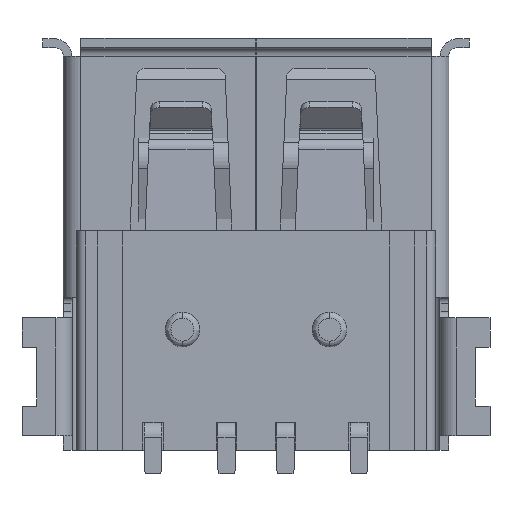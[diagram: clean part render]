
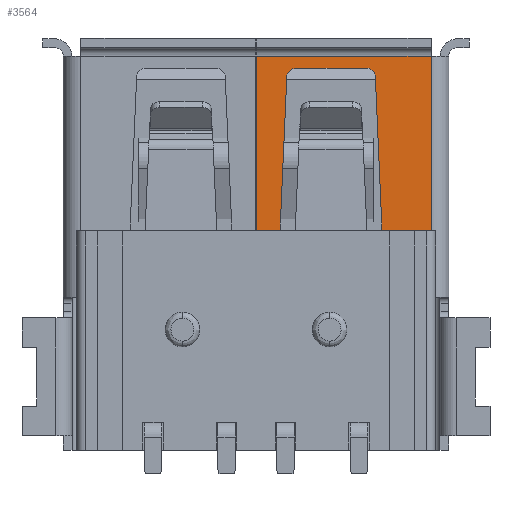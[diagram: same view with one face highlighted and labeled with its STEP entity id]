
A CAD part, front view. The second image highlights one B-rep face of the part: STEP entity #3564.
In plain terms, the highlighted planar face has unit normal (0, -1, 0).
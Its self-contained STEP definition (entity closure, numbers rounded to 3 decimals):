
#12 = VECTOR ( 'NONE', #15018, 1000. ) ;
#36 = PLANE ( 'NONE',  #920 ) ;
#102 = VERTEX_POINT ( 'NONE', #31529 ) ;
#221 = DIRECTION ( 'NONE',  ( 1., 0., 0. ) ) ;
#224 = VECTOR ( 'NONE', #20224, 1000. ) ;
#273 = AXIS2_PLACEMENT_3D ( 'NONE', #21056, #5783, #23598 ) ;
#529 = VECTOR ( 'NONE', #19534, 1000. ) ;
#657 = AXIS2_PLACEMENT_3D ( 'NONE', #29977, #14724, #32531 ) ;
#786 = CARTESIAN_POINT ( 'NONE',  ( 0.767, 1.18, 6.641 ) ) ;
#920 = AXIS2_PLACEMENT_3D ( 'NONE', #20545, #5305, #23088 ) ;
#1179 = DIRECTION ( 'NONE',  ( 0., 0., -1. ) ) ;
#1352 = ORIENTED_EDGE ( 'NONE', *, *, #24815, .F. ) ;
#1485 = VERTEX_POINT ( 'NONE', #22987 ) ;
#1750 = VERTEX_POINT ( 'NONE', #6037 ) ;
#1999 = CIRCLE ( 'NONE', #6270, 0.3 ) ;
#2992 = EDGE_CURVE ( 'NONE', #1485, #4818, #32117, .T. ) ;
#3458 = DIRECTION ( 'NONE',  ( -0.044, 0., -0.999 ) ) ;
#3564 = ADVANCED_FACE ( 'NONE', ( #19258, #26055 ), #36, .F. ) ;
#4134 = VERTEX_POINT ( 'NONE', #10174 ) ;
#4176 = VERTEX_POINT ( 'NONE', #786 ) ;
#4316 = CARTESIAN_POINT ( 'NONE',  ( 27.67, 1.18, 13.33 ) ) ;
#4818 = VERTEX_POINT ( 'NONE', #18464 ) ;
#5305 = DIRECTION ( 'NONE',  ( 0., 1., 0. ) ) ;
#5783 = DIRECTION ( 'NONE',  ( 0., -1., 0. ) ) ;
#6037 = CARTESIAN_POINT ( 'NONE',  ( 0.005, 1.18, 5.327 ) ) ;
#6270 = AXIS2_PLACEMENT_3D ( 'NONE', #9653, #27496, #12190 ) ;
#6456 = ORIENTED_EDGE ( 'NONE', *, *, #29767, .F. ) ;
#6621 = CIRCLE ( 'NONE', #657, 0.3 ) ;
#7069 = VECTOR ( 'NONE', #22857, 1000. ) ;
#7489 = EDGE_CURVE ( 'NONE', #15221, #8613, #30721, .T. ) ;
#8496 = EDGE_CURVE ( 'NONE', #9515, #26745, #6621, .T. ) ;
#8613 = VERTEX_POINT ( 'NONE', #19022 ) ;
#8677 = CARTESIAN_POINT ( 'NONE',  ( 0.005, 1.18, 5.35 ) ) ;
#9365 = LINE ( 'NONE', #21269, #16093 ) ;
#9413 = DIRECTION ( 'NONE',  ( 0., -1., 0. ) ) ;
#9515 = VERTEX_POINT ( 'NONE', #12932 ) ;
#9653 = CARTESIAN_POINT ( 'NONE',  ( 1.346, 1.18, 13.03 ) ) ;
#9803 = VECTOR ( 'NONE', #18709, 1000. ) ;
#10164 = EDGE_CURVE ( 'NONE', #21825, #12249, #1999, .T. ) ;
#10174 = CARTESIAN_POINT ( 'NONE',  ( 4.333, 1.18, 6.63 ) ) ;
#10583 = CARTESIAN_POINT ( 'NONE',  ( 3.754, 1.18, 13.33 ) ) ;
#11301 = LINE ( 'NONE', #31835, #18098 ) ;
#12190 = DIRECTION ( 'NONE',  ( 1., 0., 0. ) ) ;
#12249 = VERTEX_POINT ( 'NONE', #23774 ) ;
#12379 = EDGE_CURVE ( 'NONE', #17699, #9515, #24410, .T. ) ;
#12932 = CARTESIAN_POINT ( 'NONE',  ( 4.053, 1.18, 13.043 ) ) ;
#13113 = ORIENTED_EDGE ( 'NONE', *, *, #7489, .F. ) ;
#13414 = EDGE_CURVE ( 'NONE', #1750, #15976, #27815, .T. ) ;
#13770 = CARTESIAN_POINT ( 'NONE',  ( 0.755, 1.18, 5.55 ) ) ;
#13824 = VERTEX_POINT ( 'NONE', #22728 ) ;
#14016 = DIRECTION ( 'NONE',  ( -1., 0., 0. ) ) ;
#14091 = EDGE_CURVE ( 'NONE', #12249, #4176, #9365, .T. ) ;
#14470 = ORIENTED_EDGE ( 'NONE', *, *, #29569, .F. ) ;
#14662 = CIRCLE ( 'NONE', #25942, 0.25 ) ;
#14724 = DIRECTION ( 'NONE',  ( 0., -1., 0. ) ) ;
#15018 = DIRECTION ( 'NONE',  ( -0.164, 0., -0.986 ) ) ;
#15221 = VERTEX_POINT ( 'NONE', #13770 ) ;
#15234 = CARTESIAN_POINT ( 'NONE',  ( 1.346, 1.18, 13.33 ) ) ;
#15468 = DIRECTION ( 'NONE',  ( 0., -1., 0. ) ) ;
#15866 = ORIENTED_EDGE ( 'NONE', *, *, #25313, .F. ) ;
#15976 = VERTEX_POINT ( 'NONE', #32622 ) ;
#16093 = VECTOR ( 'NONE', #3458, 1000. ) ;
#16616 = AXIS2_PLACEMENT_3D ( 'NONE', #24657, #9413, #27224 ) ;
#17222 = ORIENTED_EDGE ( 'NONE', *, *, #10164, .F. ) ;
#17348 = ORIENTED_EDGE ( 'NONE', *, *, #18197, .F. ) ;
#17647 = VECTOR ( 'NONE', #29445, 1000. ) ;
#17663 = CARTESIAN_POINT ( 'NONE',  ( 27.67, 1.18, 13.73 ) ) ;
#17699 = VERTEX_POINT ( 'NONE', #29938 ) ;
#18098 = VECTOR ( 'NONE', #14016, 1000. ) ;
#18197 = EDGE_CURVE ( 'NONE', #26745, #21825, #26838, .T. ) ;
#18464 = CARTESIAN_POINT ( 'NONE',  ( 5.95, 1.18, 5.55 ) ) ;
#18562 = VECTOR ( 'NONE', #1179, 1000. ) ;
#18584 = EDGE_LOOP ( 'NONE', ( #30707, #17222, #17348, #20476, #30504, #25082, #26554, #21820, #14470 ) ) ;
#18709 = DIRECTION ( 'NONE',  ( 1., 0., 0. ) ) ;
#19022 = CARTESIAN_POINT ( 'NONE',  ( 0.718, 1.18, 5.327 ) ) ;
#19258 = FACE_BOUND ( 'NONE', #18584, .T. ) ;
#19534 = DIRECTION ( 'NONE',  ( -1., 0., 0. ) ) ;
#19743 = LINE ( 'NONE', #17663, #224 ) ;
#20224 = DIRECTION ( 'NONE',  ( 1., 0., 0. ) ) ;
#20307 = CARTESIAN_POINT ( 'NONE',  ( 27.67, 1.18, 5.327 ) ) ;
#20476 = ORIENTED_EDGE ( 'NONE', *, *, #8496, .F. ) ;
#20545 = CARTESIAN_POINT ( 'NONE',  ( 27.67, 1.18, 5.35 ) ) ;
#21039 = VECTOR ( 'NONE', #23914, 1000. ) ;
#21056 = CARTESIAN_POINT ( 'NONE',  ( 4.083, 1.18, 6.63 ) ) ;
#21269 = CARTESIAN_POINT ( 'NONE',  ( 1.047, 1.18, 13.043 ) ) ;
#21293 = CARTESIAN_POINT ( 'NONE',  ( 27.67, 1.18, 6.599 ) ) ;
#21481 = EDGE_CURVE ( 'NONE', #13824, #102, #23342, .T. ) ;
#21567 = CARTESIAN_POINT ( 'NONE',  ( 5.95, 1.18, 17.831 ) ) ;
#21767 = CARTESIAN_POINT ( 'NONE',  ( 4.333, 1.18, 6.641 ) ) ;
#21820 = ORIENTED_EDGE ( 'NONE', *, *, #21481, .F. ) ;
#21825 = VERTEX_POINT ( 'NONE', #15234 ) ;
#22728 = CARTESIAN_POINT ( 'NONE',  ( 1.265, 1.18, 6.599 ) ) ;
#22857 = DIRECTION ( 'NONE',  ( -1., 0., 0. ) ) ;
#22987 = CARTESIAN_POINT ( 'NONE',  ( 5.95, 1.18, 13.73 ) ) ;
#23088 = DIRECTION ( 'NONE',  ( 0., 0., 1. ) ) ;
#23342 = LINE ( 'NONE', #21293, #9803 ) ;
#23397 = ORIENTED_EDGE ( 'NONE', *, *, #2992, .F. ) ;
#23598 = DIRECTION ( 'NONE',  ( 1., 0., 0. ) ) ;
#23774 = CARTESIAN_POINT ( 'NONE',  ( 1.047, 1.18, 13.043 ) ) ;
#23812 = EDGE_CURVE ( 'NONE', #102, #4134, #14662, .T. ) ;
#23914 = DIRECTION ( 'NONE',  ( 0., 0., 1. ) ) ;
#24410 = LINE ( 'NONE', #21767, #17647 ) ;
#24657 = CARTESIAN_POINT ( 'NONE',  ( 1.017, 1.18, 6.63 ) ) ;
#24815 = EDGE_CURVE ( 'NONE', #15976, #1485, #19743, .T. ) ;
#25082 = ORIENTED_EDGE ( 'NONE', *, *, #26782, .F. ) ;
#25313 = EDGE_CURVE ( 'NONE', #4818, #15221, #11301, .T. ) ;
#25942 = AXIS2_PLACEMENT_3D ( 'NONE', #30764, #15468, #221 ) ;
#26055 = FACE_OUTER_BOUND ( 'NONE', #28803, .T. ) ;
#26554 = ORIENTED_EDGE ( 'NONE', *, *, #23812, .F. ) ;
#26698 = ORIENTED_EDGE ( 'NONE', *, *, #13414, .F. ) ;
#26745 = VERTEX_POINT ( 'NONE', #10583 ) ;
#26782 = EDGE_CURVE ( 'NONE', #4134, #17699, #32799, .T. ) ;
#26838 = LINE ( 'NONE', #4316, #529 ) ;
#27224 = DIRECTION ( 'NONE',  ( 1., 0., 0. ) ) ;
#27395 = LINE ( 'NONE', #20307, #7069 ) ;
#27496 = DIRECTION ( 'NONE',  ( 0., -1., 0. ) ) ;
#27815 = LINE ( 'NONE', #8677, #21039 ) ;
#28803 = EDGE_LOOP ( 'NONE', ( #13113, #15866, #23397, #1352, #26698, #6456 ) ) ;
#29445 = DIRECTION ( 'NONE',  ( -0.044, 0., 0.999 ) ) ;
#29569 = EDGE_CURVE ( 'NONE', #4176, #13824, #31783, .T. ) ;
#29767 = EDGE_CURVE ( 'NONE', #8613, #1750, #27395, .T. ) ;
#29938 = CARTESIAN_POINT ( 'NONE',  ( 4.333, 1.18, 6.641 ) ) ;
#29977 = CARTESIAN_POINT ( 'NONE',  ( 3.754, 1.18, 13.03 ) ) ;
#30504 = ORIENTED_EDGE ( 'NONE', *, *, #12379, .F. ) ;
#30707 = ORIENTED_EDGE ( 'NONE', *, *, #14091, .F. ) ;
#30721 = LINE ( 'NONE', #32837, #12 ) ;
#30764 = CARTESIAN_POINT ( 'NONE',  ( 4.083, 1.18, 6.63 ) ) ;
#31529 = CARTESIAN_POINT ( 'NONE',  ( 3.835, 1.18, 6.599 ) ) ;
#31783 = CIRCLE ( 'NONE', #16616, 0.25 ) ;
#31835 = CARTESIAN_POINT ( 'NONE',  ( 27.67, 1.18, 5.55 ) ) ;
#32117 = LINE ( 'NONE', #21567, #18562 ) ;
#32531 = DIRECTION ( 'NONE',  ( 1., 0., 0. ) ) ;
#32622 = CARTESIAN_POINT ( 'NONE',  ( 0.005, 1.18, 13.73 ) ) ;
#32799 = CIRCLE ( 'NONE', #273, 0.25 ) ;
#32837 = CARTESIAN_POINT ( 'NONE',  ( 0.755, 1.18, 5.55 ) ) ;
